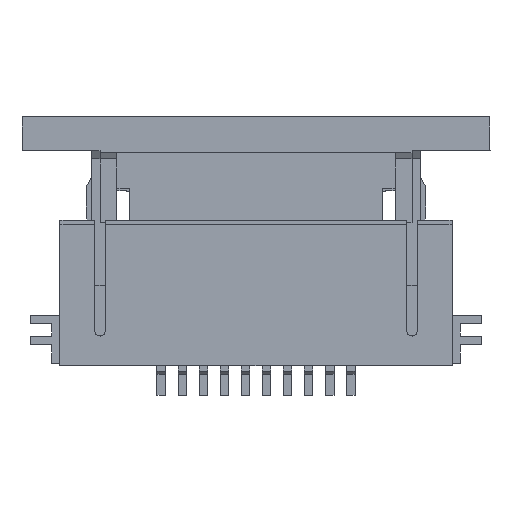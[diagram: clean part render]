
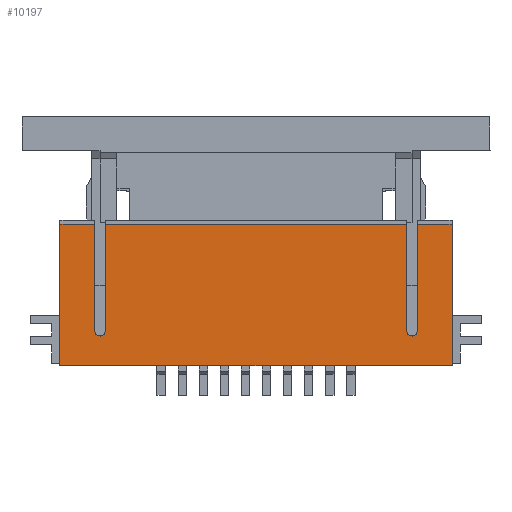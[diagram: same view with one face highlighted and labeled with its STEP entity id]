
A CAD part, top view. The second image highlights one B-rep face of the part: STEP entity #10197.
In plain terms, the highlighted face is planar.
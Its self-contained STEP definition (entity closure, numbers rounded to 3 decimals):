
#309=PLANE('',#10733);
#776=FACE_OUTER_BOUND('',#1257,.T.);
#1257=EDGE_LOOP('',(#7982,#7983,#7984,#7985,#7986,#7987,#7988,#7989,#7990,
#7991,#7992,#7993));
#2033=LINE('',#14625,#3468);
#2195=LINE('',#14931,#3630);
#2196=LINE('',#14933,#3631);
#2197=LINE('',#14934,#3632);
#2198=LINE('',#14936,#3633);
#2199=LINE('',#14938,#3634);
#2200=LINE('',#14940,#3635);
#2201=LINE('',#14944,#3636);
#2202=LINE('',#14946,#3637);
#2203=LINE('',#14947,#3638);
#3468=VECTOR('',#11846,1000.);
#3630=VECTOR('',#12106,1000.);
#3631=VECTOR('',#12107,1000.);
#3632=VECTOR('',#12108,1000.);
#3633=VECTOR('',#12109,1000.);
#3634=VECTOR('',#12110,1000.);
#3635=VECTOR('',#12111,1000.);
#3636=VECTOR('',#12114,1000.);
#3637=VECTOR('',#12115,1000.);
#3638=VECTOR('',#12116,1000.);
#4489=CIRCLE('',#10734,0.125);
#4490=CIRCLE('',#10735,0.125);
#4909=VERTEX_POINT('',#14621);
#4910=VERTEX_POINT('',#14623);
#5003=VERTEX_POINT('',#14927);
#5004=VERTEX_POINT('',#14928);
#5005=VERTEX_POINT('',#14930);
#5006=VERTEX_POINT('',#14932);
#5007=VERTEX_POINT('',#14935);
#5008=VERTEX_POINT('',#14937);
#5009=VERTEX_POINT('',#14939);
#5010=VERTEX_POINT('',#14941);
#5011=VERTEX_POINT('',#14943);
#5012=VERTEX_POINT('',#14945);
#5989=EDGE_CURVE('',#4909,#4910,#2033,.T.);
#6151=EDGE_CURVE('',#5003,#5004,#4489,.T.);
#6152=EDGE_CURVE('',#5004,#5005,#2195,.T.);
#6153=EDGE_CURVE('',#5005,#5006,#2196,.T.);
#6154=EDGE_CURVE('',#5006,#4909,#2197,.T.);
#6155=EDGE_CURVE('',#4910,#5007,#2198,.T.);
#6156=EDGE_CURVE('',#5007,#5008,#2199,.T.);
#6157=EDGE_CURVE('',#5008,#5009,#2200,.T.);
#6158=EDGE_CURVE('',#5009,#5010,#4490,.T.);
#6159=EDGE_CURVE('',#5010,#5011,#2201,.T.);
#6160=EDGE_CURVE('',#5011,#5012,#2202,.T.);
#6161=EDGE_CURVE('',#5012,#5003,#2203,.T.);
#7982=ORIENTED_EDGE('',*,*,#6151,.T.);
#7983=ORIENTED_EDGE('',*,*,#6152,.T.);
#7984=ORIENTED_EDGE('',*,*,#6153,.T.);
#7985=ORIENTED_EDGE('',*,*,#6154,.T.);
#7986=ORIENTED_EDGE('',*,*,#5989,.T.);
#7987=ORIENTED_EDGE('',*,*,#6155,.T.);
#7988=ORIENTED_EDGE('',*,*,#6156,.T.);
#7989=ORIENTED_EDGE('',*,*,#6157,.T.);
#7990=ORIENTED_EDGE('',*,*,#6158,.T.);
#7991=ORIENTED_EDGE('',*,*,#6159,.T.);
#7992=ORIENTED_EDGE('',*,*,#6160,.T.);
#7993=ORIENTED_EDGE('',*,*,#6161,.T.);
#10197=ADVANCED_FACE('',(#776),#309,.T.);
#10733=AXIS2_PLACEMENT_3D('',#14926,#12102,#12103);
#10734=AXIS2_PLACEMENT_3D('',#14929,#12104,#12105);
#10735=AXIS2_PLACEMENT_3D('',#14942,#12112,#12113);
#11846=DIRECTION('',(-1.,0.,0.));
#12102=DIRECTION('center_axis',(0.,1.,0.));
#12103=DIRECTION('ref_axis',(0.,0.,1.));
#12104=DIRECTION('center_axis',(0.,-1.,0.));
#12105=DIRECTION('ref_axis',(0.,0.,1.));
#12106=DIRECTION('',(0.,0.,1.));
#12107=DIRECTION('',(1.,0.,0.));
#12108=DIRECTION('',(0.,0.,-1.));
#12109=DIRECTION('',(0.,0.,1.));
#12110=DIRECTION('',(1.,0.,0.));
#12111=DIRECTION('',(0.,0.,-1.));
#12112=DIRECTION('center_axis',(0.,-1.,0.));
#12113=DIRECTION('ref_axis',(0.,0.,1.));
#12114=DIRECTION('',(0.,0.,1.));
#12115=DIRECTION('',(1.,0.,0.));
#12116=DIRECTION('',(0.,0.,-1.));
#14621=CARTESIAN_POINT('',(4.65,2.,0.));
#14623=CARTESIAN_POINT('',(-4.65,2.,0.));
#14625=CARTESIAN_POINT('',(0.,2.,0.));
#14926=CARTESIAN_POINT('Origin',(4.65,2.,0.));
#14927=CARTESIAN_POINT('',(3.575,2.,0.825));
#14928=CARTESIAN_POINT('',(3.825,2.,0.825));
#14929=CARTESIAN_POINT('Origin',(3.7,2.,0.825));
#14930=CARTESIAN_POINT('',(3.825,2.,3.35));
#14931=CARTESIAN_POINT('',(3.825,2.,0.));
#14932=CARTESIAN_POINT('',(4.65,2.,3.35));
#14933=CARTESIAN_POINT('',(4.65,2.,3.35));
#14934=CARTESIAN_POINT('',(4.65,2.,0.));
#14935=CARTESIAN_POINT('',(-4.65,2.,3.35));
#14936=CARTESIAN_POINT('',(-4.65,2.,0.));
#14937=CARTESIAN_POINT('',(-3.825,2.,3.35));
#14938=CARTESIAN_POINT('',(4.65,2.,3.35));
#14939=CARTESIAN_POINT('',(-3.825,2.,0.825));
#14940=CARTESIAN_POINT('',(-3.825,2.,0.));
#14941=CARTESIAN_POINT('',(-3.575,2.,0.825));
#14942=CARTESIAN_POINT('Origin',(-3.7,2.,0.825));
#14943=CARTESIAN_POINT('',(-3.575,2.,3.35));
#14944=CARTESIAN_POINT('',(-3.575,2.,0.));
#14945=CARTESIAN_POINT('',(3.575,2.,3.35));
#14946=CARTESIAN_POINT('',(4.65,2.,3.35));
#14947=CARTESIAN_POINT('',(3.575,2.,0.));
